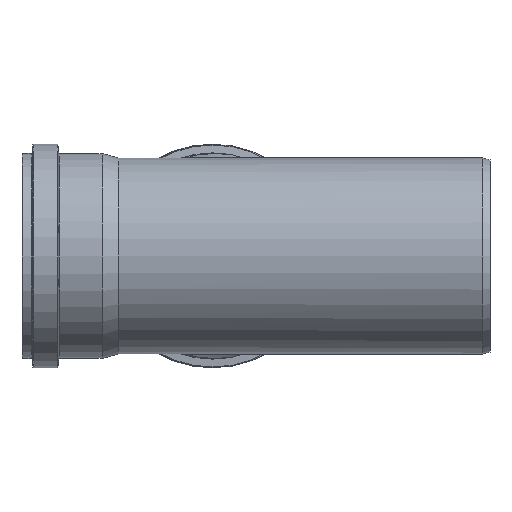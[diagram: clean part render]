
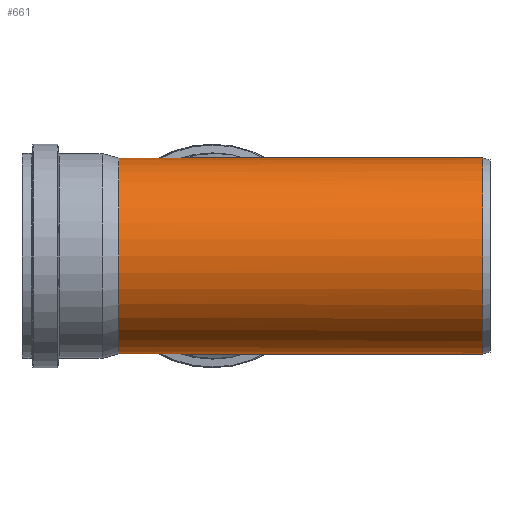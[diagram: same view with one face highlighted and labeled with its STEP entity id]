
A CAD part, left-side view. The second image highlights one B-rep face of the part: STEP entity #661.
In plain terms, the highlighted cylindrical face has radius 125.25 mm (diameter 250.5 mm), a full revolution.
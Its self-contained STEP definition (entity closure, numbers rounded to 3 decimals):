
#53=FACE_BOUND('',#256,.T.);
#110=CIRCLE('',#727,125.25);
#111=CIRCLE('',#728,125.25);
#165=CYLINDRICAL_SURFACE('',#726,125.25);
#186=B_SPLINE_CURVE_WITH_KNOTS('',3,(#1358,#1359,#1360,#1361,#1362,#1363,
#1364,#1365,#1366,#1367),.UNSPECIFIED.,.F.,.F.,(4,2,2,2,4),(0.,0.058,
0.076,0.087,0.093),.UNSPECIFIED.);
#188=B_SPLINE_CURVE_WITH_KNOTS('',3,(#1377,#1378,#1379,#1380,#1381,#1382,
#1383,#1384,#1385,#1386,#1387,#1388),.UNSPECIFIED.,.F.,.F.,(4,2,2,2,2,4),
(2.515,2.52,2.54,2.569,2.625,
2.76),.UNSPECIFIED.);
#195=FACE_OUTER_BOUND('',#255,.T.);
#255=EDGE_LOOP('',(#532));
#256=EDGE_LOOP('',(#533,#534,#535,#536,#537,#538));
#367=ELLIPSE('',#719,174.718,125.25);
#369=ELLIPSE('',#721,182.639,125.25);
#370=ELLIPSE('',#722,182.639,125.25);
#374=VERTEX_POINT('',#1168);
#375=VERTEX_POINT('',#1169);
#377=VERTEX_POINT('',#1209);
#378=VERTEX_POINT('',#1267);
#382=VERTEX_POINT('',#1357);
#383=VERTEX_POINT('',#1368);
#384=VERTEX_POINT('',#1402);
#440=EDGE_CURVE('',#375,#374,#367,.T.);
#442=EDGE_CURVE('',#374,#377,#369,.T.);
#444=EDGE_CURVE('',#378,#375,#370,.T.);
#449=EDGE_CURVE('',#382,#377,#186,.T.);
#451=EDGE_CURVE('',#378,#383,#188,.T.);
#454=EDGE_CURVE('',#384,#384,#110,.T.);
#455=EDGE_CURVE('',#383,#382,#111,.T.);
#532=ORIENTED_EDGE('',*,*,#454,.F.);
#533=ORIENTED_EDGE('',*,*,#451,.T.);
#534=ORIENTED_EDGE('',*,*,#455,.T.);
#535=ORIENTED_EDGE('',*,*,#449,.T.);
#536=ORIENTED_EDGE('',*,*,#442,.F.);
#537=ORIENTED_EDGE('',*,*,#440,.F.);
#538=ORIENTED_EDGE('',*,*,#444,.F.);
#661=ADVANCED_FACE('',(#195,#53),#165,.T.);
#719=AXIS2_PLACEMENT_3D('',#1171,#841,#842);
#721=AXIS2_PLACEMENT_3D('',#1210,#845,#846);
#722=AXIS2_PLACEMENT_3D('',#1268,#847,#848);
#726=AXIS2_PLACEMENT_3D('',#1401,#855,#856);
#727=AXIS2_PLACEMENT_3D('',#1403,#857,#858);
#728=AXIS2_PLACEMENT_3D('',#1404,#859,#860);
#841=DIRECTION('center_axis',(0.697,0.717,0.));
#842=DIRECTION('ref_axis',(0.717,-0.697,0.));
#845=DIRECTION('center_axis',(0.728,-0.686,0.));
#846=DIRECTION('ref_axis',(0.686,0.728,0.));
#847=DIRECTION('center_axis',(0.728,-0.686,0.));
#848=DIRECTION('ref_axis',(0.686,0.728,0.));
#855=DIRECTION('center_axis',(0.,-1.,0.));
#856=DIRECTION('ref_axis',(1.,0.,0.));
#857=DIRECTION('center_axis',(0.,-1.,0.));
#858=DIRECTION('ref_axis',(1.,0.,0.));
#859=DIRECTION('center_axis',(0.,-1.,0.));
#860=DIRECTION('ref_axis',(1.,0.,0.));
#1168=CARTESIAN_POINT('',(0.,-129.438,-125.25));
#1169=CARTESIAN_POINT('',(0.,-129.438,125.25));
#1171=CARTESIAN_POINT('Origin',(0.,-129.438,0.));
#1209=CARTESIAN_POINT('',(121.734,-0.242,-29.468));
#1210=CARTESIAN_POINT('Origin',(0.,-129.438,0.));
#1267=CARTESIAN_POINT('',(121.734,-0.242,29.468));
#1268=CARTESIAN_POINT('Origin',(0.,-129.438,0.));
#1357=CARTESIAN_POINT('',(121.54,0.,-30.259));
#1358=CARTESIAN_POINT('Ctrl Pts',(121.54,0.,
-30.259));
#1359=CARTESIAN_POINT('Ctrl Pts',(121.587,0.,
-30.071));
#1360=CARTESIAN_POINT('Ctrl Pts',(121.639,-0.013,
-29.859));
#1361=CARTESIAN_POINT('Ctrl Pts',(121.69,-0.077,
-29.651));
#1362=CARTESIAN_POINT('Ctrl Pts',(121.702,-0.098,
-29.598));
#1363=CARTESIAN_POINT('Ctrl Pts',(121.719,-0.145,-29.531));
#1364=CARTESIAN_POINT('Ctrl Pts',(121.725,-0.167,-29.508));
#1365=CARTESIAN_POINT('Ctrl Pts',(121.731,-0.208,-29.48));
#1366=CARTESIAN_POINT('Ctrl Pts',(121.733,-0.225,-29.473));
#1367=CARTESIAN_POINT('Ctrl Pts',(121.734,-0.242,-29.468));
#1368=CARTESIAN_POINT('',(121.54,0.,30.259));
#1377=CARTESIAN_POINT('Ctrl Pts',(121.734,-0.242,29.468));
#1378=CARTESIAN_POINT('Ctrl Pts',(121.734,-0.236,29.469));
#1379=CARTESIAN_POINT('Ctrl Pts',(121.733,-0.23,29.472));
#1380=CARTESIAN_POINT('Ctrl Pts',(121.731,-0.202,29.483));
#1381=CARTESIAN_POINT('Ctrl Pts',(121.727,-0.183,29.496));
#1382=CARTESIAN_POINT('Ctrl Pts',(121.718,-0.142,29.534));
#1383=CARTESIAN_POINT('Ctrl Pts',(121.712,-0.122,29.561));
#1384=CARTESIAN_POINT('Ctrl Pts',(121.691,-0.076,
29.646));
#1385=CARTESIAN_POINT('Ctrl Pts',(121.674,-0.055,
29.714));
#1386=CARTESIAN_POINT('Ctrl Pts',(121.622,-0.008,
29.926));
#1387=CARTESIAN_POINT('Ctrl Pts',(121.578,0.,
30.106));
#1388=CARTESIAN_POINT('Ctrl Pts',(121.54,0.,
30.259));
#1401=CARTESIAN_POINT('Origin',(0.,-232.821,0.));
#1402=CARTESIAN_POINT('',(125.25,-465.643,0.));
#1403=CARTESIAN_POINT('Origin',(0.,-465.643,0.));
#1404=CARTESIAN_POINT('Origin',(0.,0.,0.));
